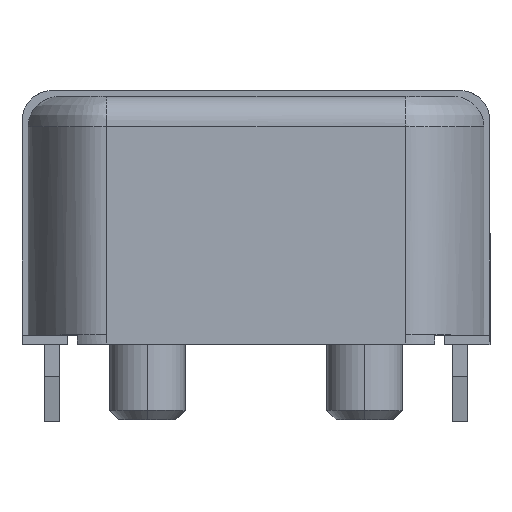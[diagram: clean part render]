
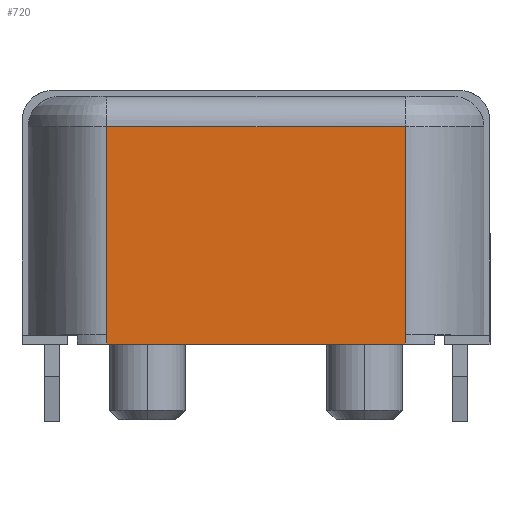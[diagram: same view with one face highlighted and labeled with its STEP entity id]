
A CAD part, top view. The second image highlights one B-rep face of the part: STEP entity #720.
In plain terms, the highlighted planar face has unit normal (0, 0, 1).
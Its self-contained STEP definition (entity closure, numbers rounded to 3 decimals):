
#15 = EDGE_CURVE ( 'NONE', #5322, #722, #5173, .T. ) ;
#185 = CARTESIAN_POINT ( 'NONE',  ( 4.95, 7.2, 7.85 ) ) ;
#296 = EDGE_CURVE ( 'NONE', #3725, #722, #4322, .T. ) ;
#354 = DIRECTION ( 'NONE',  ( 0., -1., 0. ) ) ;
#409 = CARTESIAN_POINT ( 'NONE',  ( -4.95, 0.3, 7.85 ) ) ;
#465 = ORIENTED_EDGE ( 'NONE', *, *, #296, .F. ) ;
#547 = VECTOR ( 'NONE', #3535, 1000. ) ;
#572 = VERTEX_POINT ( 'NONE', #5227 ) ;
#720 = ADVANCED_FACE ( 'NONE', ( #4000 ), #3378, .T. ) ;
#722 = VERTEX_POINT ( 'NONE', #912 ) ;
#741 = VECTOR ( 'NONE', #749, 1000. ) ;
#749 = DIRECTION ( 'NONE',  ( 0., 1., 0. ) ) ;
#912 = CARTESIAN_POINT ( 'NONE',  ( -4.95, 7.2, 7.85 ) ) ;
#1219 = DIRECTION ( 'NONE',  ( 0., 1., 0. ) ) ;
#1239 = VERTEX_POINT ( 'NONE', #6422 ) ;
#1317 = LINE ( 'NONE', #5767, #741 ) ;
#1511 = CARTESIAN_POINT ( 'NONE',  ( -4.95, 0., 7.85 ) ) ;
#1562 = CARTESIAN_POINT ( 'NONE',  ( 4.95, 7.2, 7.85 ) ) ;
#1724 = VECTOR ( 'NONE', #3085, 1000. ) ;
#1743 = ORIENTED_EDGE ( 'NONE', *, *, #1876, .T. ) ;
#1812 = AXIS2_PLACEMENT_3D ( 'NONE', #4471, #5930, #354 ) ;
#1876 = EDGE_CURVE ( 'NONE', #1985, #5322, #1317, .T. ) ;
#1920 = VECTOR ( 'NONE', #1219, 1000. ) ;
#1985 = VERTEX_POINT ( 'NONE', #2447 ) ;
#2076 = EDGE_CURVE ( 'NONE', #572, #1239, #4663, .T. ) ;
#2095 = EDGE_CURVE ( 'NONE', #1239, #3725, #6057, .T. ) ;
#2154 = DIRECTION ( 'NONE',  ( -1., 0., 0. ) ) ;
#2447 = CARTESIAN_POINT ( 'NONE',  ( 4.95, 0.3, 7.85 ) ) ;
#2716 = EDGE_CURVE ( 'NONE', #572, #1985, #4512, .T. ) ;
#2987 = EDGE_LOOP ( 'NONE', ( #465, #5857, #5758, #3622, #1743, #3496 ) ) ;
#3085 = DIRECTION ( 'NONE',  ( 0., 1., 0. ) ) ;
#3378 = PLANE ( 'NONE',  #1812 ) ;
#3496 = ORIENTED_EDGE ( 'NONE', *, *, #15, .T. ) ;
#3535 = DIRECTION ( 'NONE',  ( 0., 1., 0. ) ) ;
#3622 = ORIENTED_EDGE ( 'NONE', *, *, #2716, .T. ) ;
#3725 = VERTEX_POINT ( 'NONE', #409 ) ;
#4000 = FACE_OUTER_BOUND ( 'NONE', #2987, .T. ) ;
#4090 = CARTESIAN_POINT ( 'NONE',  ( -4.95, 0., 7.85 ) ) ;
#4322 = LINE ( 'NONE', #4090, #1920 ) ;
#4471 = CARTESIAN_POINT ( 'NONE',  ( -4.95, 0., 7.85 ) ) ;
#4512 = LINE ( 'NONE', #6535, #1724 ) ;
#4663 = LINE ( 'NONE', #5185, #5619 ) ;
#5173 = LINE ( 'NONE', #1562, #6046 ) ;
#5185 = CARTESIAN_POINT ( 'NONE',  ( 4.95, 0., 7.85 ) ) ;
#5227 = CARTESIAN_POINT ( 'NONE',  ( 4.95, 0., 7.85 ) ) ;
#5322 = VERTEX_POINT ( 'NONE', #185 ) ;
#5619 = VECTOR ( 'NONE', #6122, 1000. ) ;
#5758 = ORIENTED_EDGE ( 'NONE', *, *, #2076, .F. ) ;
#5767 = CARTESIAN_POINT ( 'NONE',  ( 4.95, 0., 7.85 ) ) ;
#5857 = ORIENTED_EDGE ( 'NONE', *, *, #2095, .F. ) ;
#5930 = DIRECTION ( 'NONE',  ( 0., 0., 1. ) ) ;
#6046 = VECTOR ( 'NONE', #2154, 1000. ) ;
#6057 = LINE ( 'NONE', #1511, #547 ) ;
#6122 = DIRECTION ( 'NONE',  ( -1., 0., 0. ) ) ;
#6422 = CARTESIAN_POINT ( 'NONE',  ( -4.95, 0., 7.85 ) ) ;
#6535 = CARTESIAN_POINT ( 'NONE',  ( 4.95, 0., 7.85 ) ) ;
